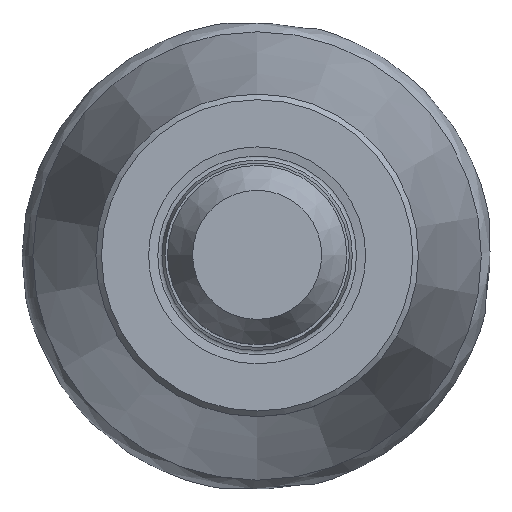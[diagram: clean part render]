
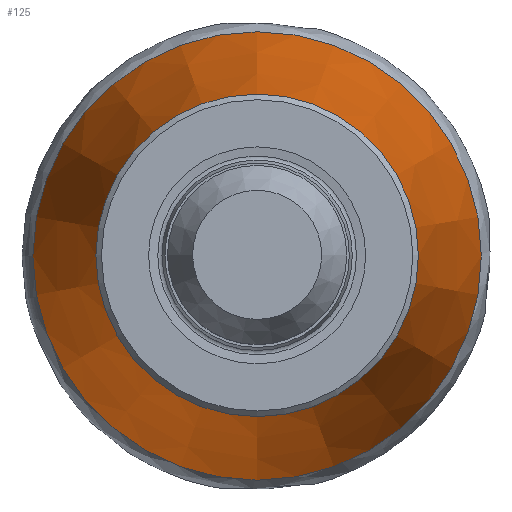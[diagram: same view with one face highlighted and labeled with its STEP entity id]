
A CAD part, top view. The second image highlights one B-rep face of the part: STEP entity #125.
In plain terms, the highlighted conical face has half-angle 10.968 degrees and reference radius 14.4 mm.
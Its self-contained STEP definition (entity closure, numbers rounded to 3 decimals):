
#105=CONICAL_SURFACE('',#466,14.4,10.968);
#125=ADVANCED_FACE('CN_SU1',(#160,#161),#105,.T.);
#160=FACE_BOUND('',#206,.T.);
#161=FACE_BOUND('',#207,.T.);
#206=EDGE_LOOP('',(#252));
#207=EDGE_LOOP('',(#253));
#252=ORIENTED_EDGE('',*,*,#312,.T.);
#253=ORIENTED_EDGE('',*,*,#317,.F.);
#288=VERTEX_POINT('',#641);
#293=VERTEX_POINT('',#657);
#312=EDGE_CURVE('',#288,#288,#335,.T.);
#317=EDGE_CURVE('',#293,#293,#340,.T.);
#335=CIRCLE('',#454,20.02);
#340=CIRCLE('',#465,14.4);
#454=AXIS2_PLACEMENT_3D('',#640,#522,#523);
#465=AXIS2_PLACEMENT_3D('',#656,#544,#545);
#466=AXIS2_PLACEMENT_3D('',#658,#546,#547);
#522=DIRECTION('',(0.,0.,1.));
#523=DIRECTION('',(0.,1.,0.));
#544=DIRECTION('',(0.,0.,1.));
#545=DIRECTION('',(0.,1.,0.));
#546=DIRECTION('',(0.,0.,-1.));
#547=DIRECTION('',(0.,-1.,0.));
#640=CARTESIAN_POINT('',(0.,0.,-31.));
#641=CARTESIAN_POINT('',(0.,20.02,-31.));
#656=CARTESIAN_POINT('',(0.,0.,-2.));
#657=CARTESIAN_POINT('',(0.,14.4,-2.));
#658=CARTESIAN_POINT('',(0.,0.,-2.));
